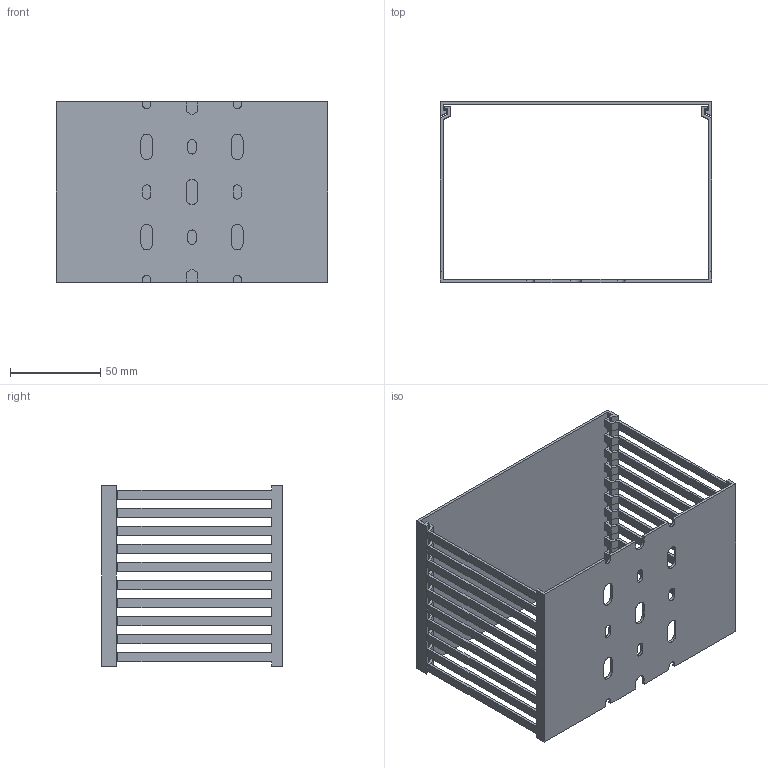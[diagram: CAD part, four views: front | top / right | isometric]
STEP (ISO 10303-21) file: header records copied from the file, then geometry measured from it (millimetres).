
FILE_DESCRIPTION (( 'STEP AP214' ), '1' );
FILE_NAME ('0.0.0.5.51040.STEP', '2019-10-02T08:40:11', ( '' ), ( '' ), 'SwSTEP 2.0', 'SolidWorks 2019', '' );
FILE_SCHEMA (( 'AUTOMOTIVE_DESIGN' ));
Length unit declared in the file: millimetre
Products named in the file (1): 0.0.0.5.51040
Bounding box: 150 x 100 x 100 mm (x, y, z)
Volume: 62361 mm3; surface area: 90564.6 mm2
Topology: 2 solids, 2 shells, 284 faces, 840 edges, 560 vertices
Faces by surface type: plane 260, cylinder 24
Entity records: 9411 total; most frequent: CARTESIAN_POINT 1685, ORIENTED_EDGE 1680, DIRECTION 1458, EDGE_CURVE 840, LINE 792, VECTOR 792, VERTEX_POINT 560, AXIS2_PLACEMENT_3D 333
